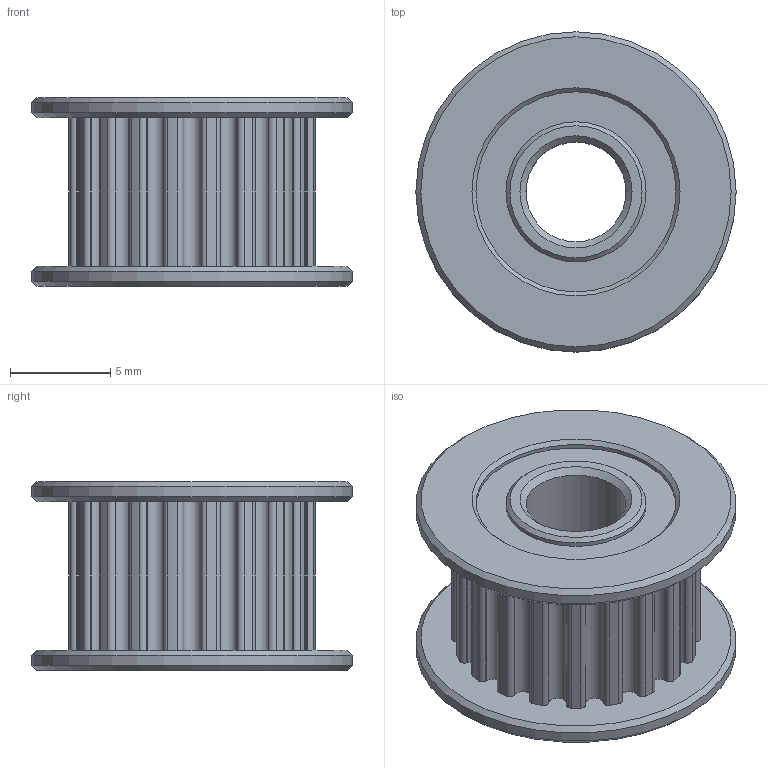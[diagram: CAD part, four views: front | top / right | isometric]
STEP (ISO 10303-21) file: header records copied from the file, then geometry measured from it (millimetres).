
FILE_DESCRIPTION(('FreeCAD Model'),'2;1');
FILE_NAME('Open CASCADE Shape Model','2023-04-07T19:42:19',(''),(''), 'Open CASCADE STEP processor 7.6','FreeCAD','Unknown');
FILE_SCHEMA(('AUTOMOTIVE_DESIGN { 1 0 10303 214 1 1 1 1 }'));
Length unit declared in the file: millimetre
Products named in the file (1): Cut
Bounding box: 16 x 16 x 9.4 mm (x, y, z)
Volume: 975.4 mm3; surface area: 1211.8 mm2
Topology: 1 solids, 1 shells, 145 faces, 401 edges, 264 vertices
Faces by surface type: cylinder 87, plane 48, cone 10
Full cylindrical faces by diameter (mm): 5 x1, 7 x2, 10 x2, 16 x2
Entity records: 10298 total; most frequent: CARTESIAN_POINT 2333, DIRECTION 1559, LINE 845, VECTOR 845, ORIENTED_EDGE 802, PCURVE 802, DEFINITIONAL_REPRESENTATION 802, EDGE_CURVE 401
